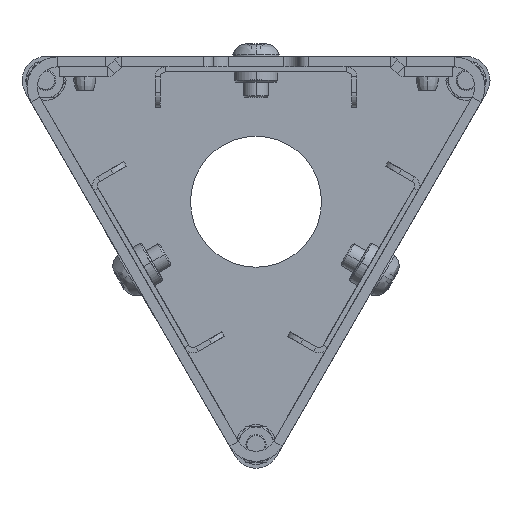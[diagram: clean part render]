
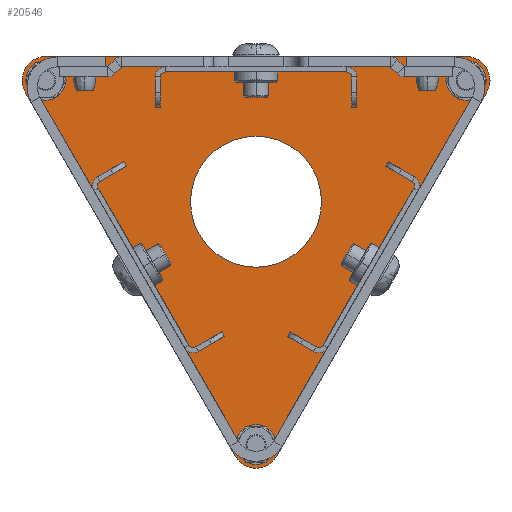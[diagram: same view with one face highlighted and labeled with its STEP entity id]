
A CAD part, front view. The second image highlights one B-rep face of the part: STEP entity #20546.
In plain terms, the highlighted planar face has unit normal (0, -1, 0).
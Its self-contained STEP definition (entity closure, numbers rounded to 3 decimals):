
#20257=CARTESIAN_POINT('',(41.742,0.,24.1));
#20258=DIRECTION('',(0.,1.,0.));
#20259=DIRECTION('',(0.,0.,1.));
#20260=AXIS2_PLACEMENT_3D('',#20257,#20258,#20259);
#20262=DIRECTION('',(-0.5,0.,-0.866));
#20263=VECTOR('',#20262,83.485);
#20264=CARTESIAN_POINT('',(45.821,0.,21.745));
#20265=LINE('',#20264,#20263);
#20266=CARTESIAN_POINT('',(0.,0.,-48.2));
#20267=DIRECTION('',(0.,1.,0.));
#20268=DIRECTION('',(0.866,0.,-0.5));
#20269=AXIS2_PLACEMENT_3D('',#20266,#20267,#20268);
#20271=DIRECTION('',(-0.5,0.,0.866));
#20272=VECTOR('',#20271,83.485);
#20273=CARTESIAN_POINT('',(-4.079,0.,-50.555));
#20274=LINE('',#20273,#20272);
#20275=CARTESIAN_POINT('',(-41.742,0.,24.1));
#20276=DIRECTION('',(0.,1.,0.));
#20277=DIRECTION('',(-0.866,0.,-0.5));
#20278=AXIS2_PLACEMENT_3D('',#20275,#20276,#20277);
#20280=DIRECTION('',(1.,0.,0.));
#20281=VECTOR('',#20280,83.485);
#20282=CARTESIAN_POINT('',(-41.742,0.,28.81));
#20283=LINE('',#20282,#20281);
#20284=CARTESIAN_POINT('',(0.,0.,0.));
#20285=DIRECTION('',(0.,1.,0.));
#20286=DIRECTION('',(1.,0.,0.));
#20287=AXIS2_PLACEMENT_3D('',#20284,#20285,#20286);
#20289=CARTESIAN_POINT('',(0.,0.,0.));
#20290=DIRECTION('',(0.,1.,0.));
#20291=DIRECTION('',(-1.,0.,0.));
#20292=AXIS2_PLACEMENT_3D('',#20289,#20290,#20291);
#20294=CARTESIAN_POINT('',(-41.742,0.,24.1));
#20295=DIRECTION('',(0.,1.,0.));
#20296=DIRECTION('',(1.,0.,0.));
#20297=AXIS2_PLACEMENT_3D('',#20294,#20295,#20296);
#20299=CARTESIAN_POINT('',(-41.742,0.,24.1));
#20300=DIRECTION('',(0.,1.,0.));
#20301=DIRECTION('',(-1.,0.,0.));
#20302=AXIS2_PLACEMENT_3D('',#20299,#20300,#20301);
#20304=CARTESIAN_POINT('',(41.742,0.,24.1));
#20305=DIRECTION('',(0.,1.,0.));
#20306=DIRECTION('',(1.,0.,0.));
#20307=AXIS2_PLACEMENT_3D('',#20304,#20305,#20306);
#20309=CARTESIAN_POINT('',(41.742,0.,24.1));
#20310=DIRECTION('',(0.,1.,0.));
#20311=DIRECTION('',(-1.,0.,0.));
#20312=AXIS2_PLACEMENT_3D('',#20309,#20310,#20311);
#20314=CARTESIAN_POINT('',(0.,0.,-48.2));
#20315=DIRECTION('',(0.,1.,0.));
#20316=DIRECTION('',(1.,0.,0.));
#20317=AXIS2_PLACEMENT_3D('',#20314,#20315,#20316);
#20319=CARTESIAN_POINT('',(0.,0.,-48.2));
#20320=DIRECTION('',(0.,1.,0.));
#20321=DIRECTION('',(-1.,0.,0.));
#20322=AXIS2_PLACEMENT_3D('',#20319,#20320,#20321);
#20447=CARTESIAN_POINT('',(41.742,0.,28.81));
#20448=CARTESIAN_POINT('',(45.821,0.,21.745));
#20449=VERTEX_POINT('',#20447);
#20450=VERTEX_POINT('',#20448);
#20451=CARTESIAN_POINT('',(-45.821,0.,21.745));
#20452=CARTESIAN_POINT('',(-41.742,0.,28.81));
#20453=VERTEX_POINT('',#20451);
#20454=VERTEX_POINT('',#20452);
#20455=CARTESIAN_POINT('',(4.079,0.,-50.555));
#20456=CARTESIAN_POINT('',(-4.079,0.,-50.555));
#20457=VERTEX_POINT('',#20455);
#20458=VERTEX_POINT('',#20456);
#20471=CARTESIAN_POINT('',(13.,0.,0.));
#20472=CARTESIAN_POINT('',(-13.,0.,0.));
#20473=VERTEX_POINT('',#20471);
#20474=VERTEX_POINT('',#20472);
#20479=CARTESIAN_POINT('',(-39.492,0.,24.1));
#20480=CARTESIAN_POINT('',(-43.992,0.,24.1));
#20481=VERTEX_POINT('',#20479);
#20482=VERTEX_POINT('',#20480);
#20483=CARTESIAN_POINT('',(43.992,0.,24.1));
#20484=CARTESIAN_POINT('',(39.492,0.,24.1));
#20485=VERTEX_POINT('',#20483);
#20486=VERTEX_POINT('',#20484);
#20487=CARTESIAN_POINT('',(2.25,0.,-48.2));
#20488=CARTESIAN_POINT('',(-2.25,0.,-48.2));
#20489=VERTEX_POINT('',#20487);
#20490=VERTEX_POINT('',#20488);
#20503=CARTESIAN_POINT('',(0.,0.,0.));
#20504=DIRECTION('',(0.,1.,0.));
#20505=DIRECTION('',(1.,0.,0.));
#20506=AXIS2_PLACEMENT_3D('',#20503,#20504,#20505);
#20507=PLANE('',#20506);
#20509=ORIENTED_EDGE('',*,*,#20508,.T.);
#20511=ORIENTED_EDGE('',*,*,#20510,.T.);
#20513=ORIENTED_EDGE('',*,*,#20512,.T.);
#20515=ORIENTED_EDGE('',*,*,#20514,.T.);
#20517=ORIENTED_EDGE('',*,*,#20516,.T.);
#20519=ORIENTED_EDGE('',*,*,#20518,.T.);
#20520=EDGE_LOOP('',(#20509,#20511,#20513,#20515,#20517,#20519));
#20521=FACE_OUTER_BOUND('',#20520,.F.);
#20523=ORIENTED_EDGE('',*,*,#20522,.F.);
#20525=ORIENTED_EDGE('',*,*,#20524,.F.);
#20526=EDGE_LOOP('',(#20523,#20525));
#20527=FACE_BOUND('',#20526,.F.);
#20529=ORIENTED_EDGE('',*,*,#20528,.F.);
#20531=ORIENTED_EDGE('',*,*,#20530,.F.);
#20532=EDGE_LOOP('',(#20529,#20531));
#20533=FACE_BOUND('',#20532,.F.);
#20535=ORIENTED_EDGE('',*,*,#20534,.F.);
#20537=ORIENTED_EDGE('',*,*,#20536,.F.);
#20538=EDGE_LOOP('',(#20535,#20537));
#20539=FACE_BOUND('',#20538,.F.);
#20541=ORIENTED_EDGE('',*,*,#20540,.F.);
#20543=ORIENTED_EDGE('',*,*,#20542,.F.);
#20544=EDGE_LOOP('',(#20541,#20543));
#20545=FACE_BOUND('',#20544,.F.);
#20546=ADVANCED_FACE('',(#20521,#20527,#20533,#20539,#20545),#20507,.F.);
#20261=CIRCLE('',#20260,4.71);
#20270=CIRCLE('',#20269,4.71);
#20279=CIRCLE('',#20278,4.71);
#20288=CIRCLE('',#20287,13.);
#20293=CIRCLE('',#20292,13.);
#20298=CIRCLE('',#20297,2.25);
#20303=CIRCLE('',#20302,2.25);
#20308=CIRCLE('',#20307,2.25);
#20313=CIRCLE('',#20312,2.25);
#20318=CIRCLE('',#20317,2.25);
#20323=CIRCLE('',#20322,2.25);
#20508=EDGE_CURVE('',#20449,#20450,#20261,.T.);
#20510=EDGE_CURVE('',#20450,#20457,#20265,.T.);
#20512=EDGE_CURVE('',#20457,#20458,#20270,.T.);
#20514=EDGE_CURVE('',#20458,#20453,#20274,.T.);
#20516=EDGE_CURVE('',#20453,#20454,#20279,.T.);
#20518=EDGE_CURVE('',#20454,#20449,#20283,.T.);
#20522=EDGE_CURVE('',#20473,#20474,#20288,.T.);
#20524=EDGE_CURVE('',#20474,#20473,#20293,.T.);
#20528=EDGE_CURVE('',#20481,#20482,#20298,.T.);
#20530=EDGE_CURVE('',#20482,#20481,#20303,.T.);
#20534=EDGE_CURVE('',#20485,#20486,#20308,.T.);
#20536=EDGE_CURVE('',#20486,#20485,#20313,.T.);
#20540=EDGE_CURVE('',#20489,#20490,#20318,.T.);
#20542=EDGE_CURVE('',#20490,#20489,#20323,.T.);
